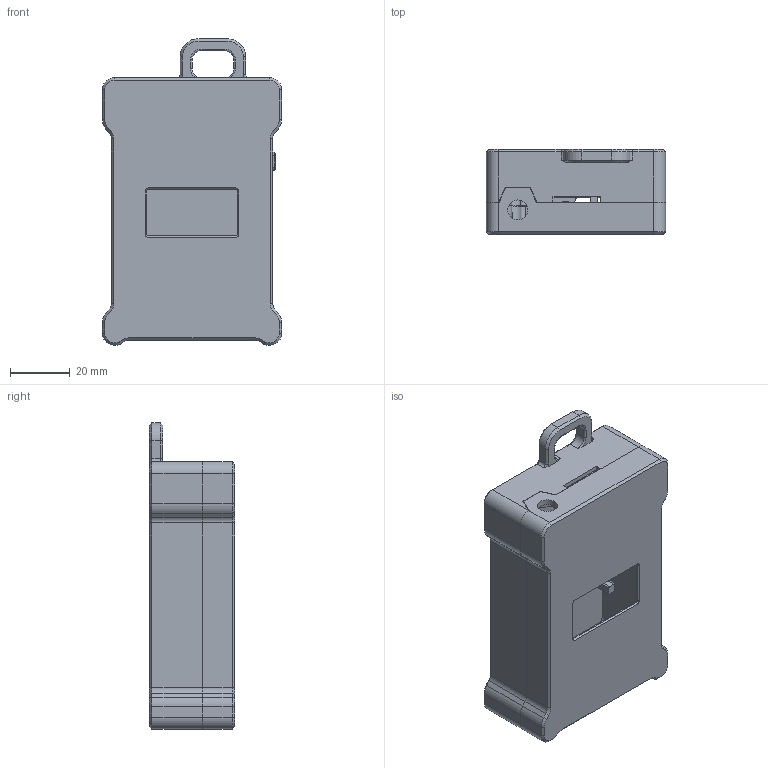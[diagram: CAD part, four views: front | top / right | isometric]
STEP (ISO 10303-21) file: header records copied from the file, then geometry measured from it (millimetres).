
FILE_DESCRIPTION(/* description */ (''),/* implementation_level */ '2;1');
FILE_NAME(/* name */ 'Signal_Meter_V4_for-3D v1.step',/* time_stamp */ '2024-11-02T18:10:10+08:00',/* author */ (''),/* organization */ (''),/* preprocessor_version */ 'ST-DEVELOPER v20',/* originating_system */ 'Autodesk Translation Framework v13.20.0.188',/* authorisation */ '');
FILE_SCHEMA (('AUTOMOTIVE_DESIGN { 1 0 10303 214 3 1 1 }'));
Length unit declared in the file: millimetre
Products named in the file (4): SIGNAL_METER_ASM; RAKU73020147; RAKU73020148; CAP
Assembly tree (3 placements, depth 2):
  SIGNAL_METER_ASM
    RAKU73020147
    RAKU73020148
    CAP
Bounding box: 60 x 28.5 x 102.5 mm (x, y, z)
Volume: 44479 mm3; surface area: 37025.5 mm2
Topology: 3 solids, 3 shells, 682 faces, 1819 edges, 1162 vertices
Faces by surface type: plane 361, cylinder 232, cone 76, torus 12, bspline 1
Full cylindrical faces by diameter (mm): 1.5 x1, 1.8 x6, 2 x1, 2.05 x4, 2.2 x1, 2.6 x4, 3 x2, 4.6 x4, 6.7 x1
Entity records: 21470 total; most frequent: CARTESIAN_POINT 3863, DIRECTION 3754, ORIENTED_EDGE 3638, EDGE_CURVE 1819, AXIS2_PLACEMENT_3D 1253, LINE 1248, VECTOR 1248, VERTEX_POINT 1162
